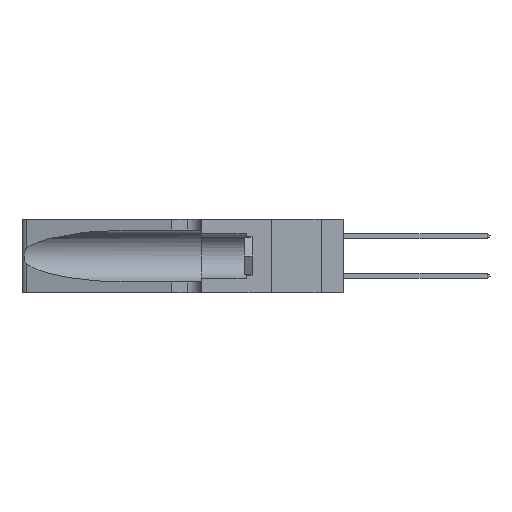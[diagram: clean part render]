
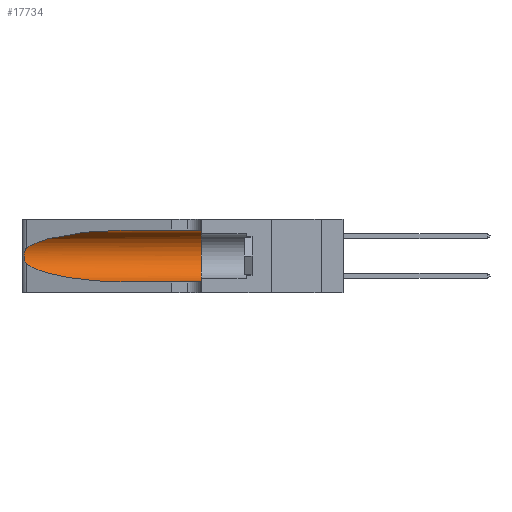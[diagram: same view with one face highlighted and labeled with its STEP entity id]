
A CAD part, left-side view. The second image highlights one B-rep face of the part: STEP entity #17734.
In plain terms, the highlighted cylindrical face has radius 3.308 mm (diameter 6.617 mm), a partial arc.
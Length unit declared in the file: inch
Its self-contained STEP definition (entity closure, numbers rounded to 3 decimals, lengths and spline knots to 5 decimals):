
#267 = VECTOR ( 'NONE', #13845, 39.37008 ) ;
#293 = VERTEX_POINT ( 'NONE', #27559 ) ;
#599 = CIRCLE ( 'NONE', #23623, 0.13025 ) ;
#650 = CARTESIAN_POINT ( 'NONE',  ( 0.1305, 0.72297, 0.05475 ) ) ;
#1196 = EDGE_CURVE ( 'NONE', #14985, #32409, #599, .T. ) ;
#2034 = ORIENTED_EDGE ( 'NONE', *, *, #17386, .T. ) ;
#2230 = CARTESIAN_POINT ( 'NONE',  ( 0.25487, 1.22718, 0.22369 ) ) ;
#2348 = CARTESIAN_POINT ( 'NONE',  ( 0.25555, 1.22993, 0.14849 ) ) ;
#3002 = VECTOR ( 'NONE', #10546, 39.37008 ) ;
#3537 = FACE_OUTER_BOUND ( 'NONE', #20686, .T. ) ;
#4337 = CARTESIAN_POINT ( 'NONE',  ( 0.25487, 1.22718, 0.14631 ) ) ;
#4863 = CARTESIAN_POINT ( 'NONE',  ( 0.25555, 1.22994, 0.2215 ) ) ;
#5334 = CARTESIAN_POINT ( 'NONE',  ( 0.1305, 0.35, 0.31525 ) ) ;
#6021 = CARTESIAN_POINT ( 'NONE',  ( 0.1305, 1.61858, 0.05475 ) ) ;
#6840 = ORIENTED_EDGE ( 'NONE', *, *, #7792, .T. ) ;
#7498 = CARTESIAN_POINT ( 'NONE',  ( 0.25787, 1.23484, 0.2124 ) ) ;
#7792 = EDGE_CURVE ( 'NONE', #33009, #16466, #10811, .T. ) ;
#8047 = CARTESIAN_POINT ( 'NONE',  ( 0.1305, 0.35, 0.185 ) ) ;
#8302 = B_SPLINE_CURVE_WITH_KNOTS ( 'NONE', 3,
 ( #2230, #4863, #22892, #7498, #25429, #10116, #27974, #12713, #30527, #15295, #33096, #17873, #2348, #20432 ),
 .UNSPECIFIED., .F., .F.,
 ( 4, 2, 2, 2, 2, 2, 4 ),
 ( 0., 0.00027, 0.00053, 0.00107, 0.0016, 0.00187, 0.00214 ),
 .UNSPECIFIED. ) ;
#8429 = AXIS2_PLACEMENT_3D ( 'NONE', #10021, #33003, #30426 ) ;
#8463 = CARTESIAN_POINT ( 'NONE',  ( 0.1305, 0.72297, 0.31525 ) ) ;
#8965 = ORIENTED_EDGE ( 'NONE', *, *, #1196, .F. ) ;
#10021 = CARTESIAN_POINT ( 'NONE',  ( 0.1305, 1.61858, 0.185 ) ) ;
#10116 = CARTESIAN_POINT ( 'NONE',  ( 0.26018, 1.23835, 0.19895 ) ) ;
#10217 = CARTESIAN_POINT ( 'NONE',  ( 0.25487, 1.22718, 0.22369 ) ) ;
#10546 = DIRECTION ( 'NONE',  ( 0., -1., 0. ) ) ;
#10668 = DIRECTION ( 'NONE',  ( 0., 0., 1. ) ) ;
#10811 =( BOUNDED_CURVE ( )  B_SPLINE_CURVE ( 3, ( #8463, #16376, #18911, #21496 ),
 .UNSPECIFIED., .F., .T. ) 
 B_SPLINE_CURVE_WITH_KNOTS ( ( 4, 4 ),
 ( 1.5708, 2.84003 ),
 .UNSPECIFIED. ) 
 CURVE ( )  GEOMETRIC_REPRESENTATION_ITEM ( )  RATIONAL_B_SPLINE_CURVE ( ( 1., 0.87, 0.87, 1. ) ) 
 REPRESENTATION_ITEM ( '' )  );
#12713 = CARTESIAN_POINT ( 'NONE',  ( 0.26075, 1.23896, 0.178 ) ) ;
#13652 = CARTESIAN_POINT ( 'NONE',  ( 0.25487, 1.22718, 0.14631 ) ) ;
#13845 = DIRECTION ( 'NONE',  ( 0., -1., 0. ) ) ;
#14763 = CARTESIAN_POINT ( 'NONE',  ( 0.1305, 0.72297, 0.31525 ) ) ;
#14985 = VERTEX_POINT ( 'NONE', #5334 ) ;
#15295 = CARTESIAN_POINT ( 'NONE',  ( 0.25856, 1.23593, 0.16098 ) ) ;
#16266 = CARTESIAN_POINT ( 'NONE',  ( 0.18966, 0.96281, 0.05475 ) ) ;
#16376 = CARTESIAN_POINT ( 'NONE',  ( 0.18966, 0.96281, 0.31525 ) ) ;
#16466 = VERTEX_POINT ( 'NONE', #10217 ) ;
#17386 = EDGE_CURVE ( 'NONE', #293, #32409, #27706, .T. ) ;
#17734 = ADVANCED_FACE ( 'NONE', ( #3537 ), #23331, .F. ) ;
#17735 = ORIENTED_EDGE ( 'NONE', *, *, #24609, .T. ) ;
#17873 = CARTESIAN_POINT ( 'NONE',  ( 0.25639, 1.23186, 0.15144 ) ) ;
#18911 = CARTESIAN_POINT ( 'NONE',  ( 0.2373, 1.15595, 0.28018 ) ) ;
#19771 = EDGE_CURVE ( 'NONE', #33009, #14985, #30320, .T. ) ;
#20320 = ORIENTED_EDGE ( 'NONE', *, *, #19771, .F. ) ;
#20432 = CARTESIAN_POINT ( 'NONE',  ( 0.25487, 1.22718, 0.14631 ) ) ;
#20686 = EDGE_LOOP ( 'NONE', ( #6840, #21602, #17735, #2034, #8965, #20320 ) ) ;
#21496 = CARTESIAN_POINT ( 'NONE',  ( 0.25487, 1.22718, 0.22369 ) ) ;
#21602 = ORIENTED_EDGE ( 'NONE', *, *, #21827, .T. ) ;
#21827 = EDGE_CURVE ( 'NONE', #16466, #25524, #8302, .T. ) ;
#22892 = CARTESIAN_POINT ( 'NONE',  ( 0.25639, 1.23184, 0.21858 ) ) ;
#23331 = CYLINDRICAL_SURFACE ( 'NONE', #8429, 0.13025 ) ;
#23623 = AXIS2_PLACEMENT_3D ( 'NONE', #8047, #25959, #10668 ) ;
#23714 =( BOUNDED_CURVE ( )  B_SPLINE_CURVE ( 3, ( #13652, #31478, #16266, #650 ),
 .UNSPECIFIED., .F., .T. ) 
 B_SPLINE_CURVE_WITH_KNOTS ( ( 4, 4 ),
 ( 3.44316, 4.71239 ),
 .UNSPECIFIED. ) 
 CURVE ( )  GEOMETRIC_REPRESENTATION_ITEM ( )  RATIONAL_B_SPLINE_CURVE ( ( 1., 0.87, 0.87, 1. ) ) 
 REPRESENTATION_ITEM ( '' )  );
#24609 = EDGE_CURVE ( 'NONE', #25524, #293, #23714, .T. ) ;
#25163 = CARTESIAN_POINT ( 'NONE',  ( 0.1305, 0.35, 0.05475 ) ) ;
#25429 = CARTESIAN_POINT ( 'NONE',  ( 0.25854, 1.2359, 0.20912 ) ) ;
#25524 = VERTEX_POINT ( 'NONE', #4337 ) ;
#25959 = DIRECTION ( 'NONE',  ( 0., 1., 0. ) ) ;
#27559 = CARTESIAN_POINT ( 'NONE',  ( 0.1305, 0.72297, 0.05475 ) ) ;
#27706 = LINE ( 'NONE', #6021, #267 ) ;
#27974 = CARTESIAN_POINT ( 'NONE',  ( 0.26075, 1.23896, 0.19203 ) ) ;
#30320 = LINE ( 'NONE', #30952, #3002 ) ;
#30426 = DIRECTION ( 'NONE',  ( 0., 0., -1. ) ) ;
#30527 = CARTESIAN_POINT ( 'NONE',  ( 0.26017, 1.23833, 0.17102 ) ) ;
#30952 = CARTESIAN_POINT ( 'NONE',  ( 0.1305, 1.61858, 0.31525 ) ) ;
#31478 = CARTESIAN_POINT ( 'NONE',  ( 0.2373, 1.15595, 0.08982 ) ) ;
#32409 = VERTEX_POINT ( 'NONE', #25163 ) ;
#33003 = DIRECTION ( 'NONE',  ( 0., -1., 0. ) ) ;
#33009 = VERTEX_POINT ( 'NONE', #14763 ) ;
#33096 = CARTESIAN_POINT ( 'NONE',  ( 0.25789, 1.23486, 0.15765 ) ) ;
